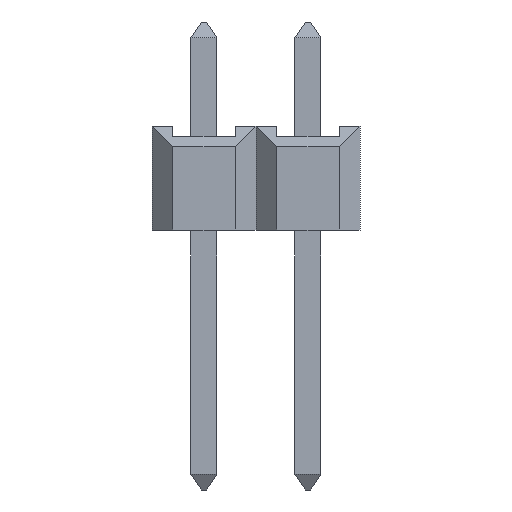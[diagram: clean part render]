
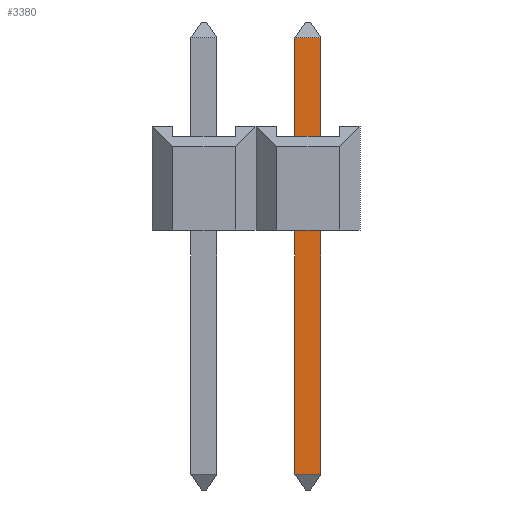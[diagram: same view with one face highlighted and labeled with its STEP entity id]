
A CAD part, front view. The second image highlights one B-rep face of the part: STEP entity #3380.
In plain terms, the highlighted planar face has unit normal (0, -1, 0).
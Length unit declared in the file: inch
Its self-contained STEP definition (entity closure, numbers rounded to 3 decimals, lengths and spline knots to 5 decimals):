
#3380=ADVANCED_FACE('',(#4180),#3788,.T.);
#3788=PLANE('',#10269);
#4180=FACE_OUTER_BOUND('',#4596,.T.);
#4596=EDGE_LOOP('',(#5955,#5956,#5957,#5958));
#5955=ORIENTED_EDGE('',*,*,#7797,.T.);
#5956=ORIENTED_EDGE('',*,*,#7805,.T.);
#5957=ORIENTED_EDGE('',*,*,#7802,.F.);
#5958=ORIENTED_EDGE('',*,*,#7806,.T.);
#6993=VERTEX_POINT('',#13397);
#6994=VERTEX_POINT('',#13399);
#6997=VERTEX_POINT('',#13409);
#6998=VERTEX_POINT('',#13410);
#7797=EDGE_CURVE('',#6994,#6993,#8733,.T.);
#7802=EDGE_CURVE('',#6997,#6998,#8738,.T.);
#7805=EDGE_CURVE('',#6993,#6998,#8741,.T.);
#7806=EDGE_CURVE('',#6997,#6994,#8742,.T.);
#8733=LINE('',#13398,#9669);
#8738=LINE('',#13408,#9674);
#8741=LINE('',#13414,#9677);
#8742=LINE('',#13415,#9678);
#9669=VECTOR('',#11532,1.);
#9674=VECTOR('',#11541,1.);
#9677=VECTOR('',#11546,1.);
#9678=VECTOR('',#11547,1.);
#10269=AXIS2_PLACEMENT_3D('',#13416,#11548,#11549);
#11532=DIRECTION('',(0.,0.,-1.));
#11541=DIRECTION('',(0.,0.,-1.));
#11546=DIRECTION('',(1.,0.,0.));
#11547=DIRECTION('',(-1.,0.,0.));
#11548=DIRECTION('',(0.,-1.,0.));
#11549=DIRECTION('',(0.,0.,-1.));
#13397=CARTESIAN_POINT('',(0.0875,-0.0125,-0.235));
#13398=CARTESIAN_POINT('',(0.0875,-0.0125,0.2));
#13399=CARTESIAN_POINT('',(0.0875,-0.0125,0.185));
#13408=CARTESIAN_POINT('',(0.1125,-0.0125,0.2));
#13409=CARTESIAN_POINT('',(0.1125,-0.0125,0.185));
#13410=CARTESIAN_POINT('',(0.1125,-0.0125,-0.235));
#13414=CARTESIAN_POINT('',(0.1125,-0.0125,-0.235));
#13415=CARTESIAN_POINT('',(0.0875,-0.0125,0.185));
#13416=CARTESIAN_POINT('',(0.1125,-0.0125,0.2));
